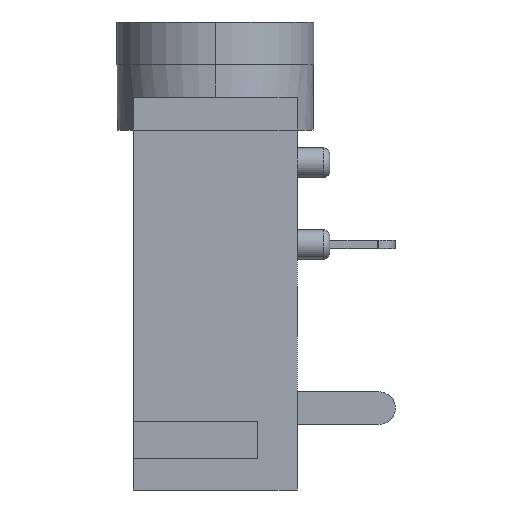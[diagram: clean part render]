
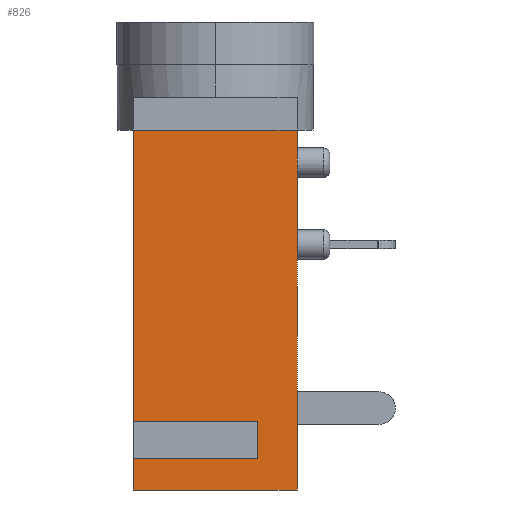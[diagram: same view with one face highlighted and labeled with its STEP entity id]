
A CAD part, left-side view. The second image highlights one B-rep face of the part: STEP entity #826.
In plain terms, the highlighted planar face has unit normal (-1, 0, 0).
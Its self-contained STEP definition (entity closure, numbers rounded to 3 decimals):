
#146 = LINE ( 'NONE', #2680, #4599 ) ;
#252 = CARTESIAN_POINT ( 'NONE',  ( -6., 2.5, -14.3 ) ) ;
#678 = ORIENTED_EDGE ( 'NONE', *, *, #4467, .T. ) ;
#826 = ADVANCED_FACE ( 'NONE', ( #2166 ), #3443, .T. ) ;
#855 = VERTEX_POINT ( 'NONE', #5994 ) ;
#925 = CARTESIAN_POINT ( 'NONE',  ( -6., -1.3, -12.2 ) ) ;
#926 = ORIENTED_EDGE ( 'NONE', *, *, #2842, .F. ) ;
#967 = LINE ( 'NONE', #4804, #4446 ) ;
#1064 = ORIENTED_EDGE ( 'NONE', *, *, #3536, .T. ) ;
#1066 = ORIENTED_EDGE ( 'NONE', *, *, #8173, .F. ) ;
#1177 = VECTOR ( 'NONE', #3350, 1000. ) ;
#1259 = LINE ( 'NONE', #3786, #5857 ) ;
#1410 = LINE ( 'NONE', #252, #4075 ) ;
#1558 = EDGE_CURVE ( 'NONE', #1733, #4431, #1410, .T. ) ;
#1580 = DIRECTION ( 'NONE',  ( 0., 0., -1. ) ) ;
#1733 = VERTEX_POINT ( 'NONE', #1851 ) ;
#1851 = CARTESIAN_POINT ( 'NONE',  ( -6., 2.5, -14.3 ) ) ;
#1971 = EDGE_CURVE ( 'NONE', #7019, #1733, #146, .T. ) ;
#1977 = ORIENTED_EDGE ( 'NONE', *, *, #6837, .T. ) ;
#2087 = CARTESIAN_POINT ( 'NONE',  ( -6., 0., -8.8 ) ) ;
#2097 = AXIS2_PLACEMENT_3D ( 'NONE', #2087, #2865, #4671 ) ;
#2166 = FACE_OUTER_BOUND ( 'NONE', #3746, .T. ) ;
#2233 = ORIENTED_EDGE ( 'NONE', *, *, #1971, .T. ) ;
#2301 = DIRECTION ( 'NONE',  ( 0., 1., 0. ) ) ;
#2594 = VERTEX_POINT ( 'NONE', #5578 ) ;
#2680 = CARTESIAN_POINT ( 'NONE',  ( -6., 2.5, -13.35 ) ) ;
#2796 = DIRECTION ( 'NONE',  ( 0., 1., 0. ) ) ;
#2842 = EDGE_CURVE ( 'NONE', #4492, #6628, #6527, .T. ) ;
#2865 = DIRECTION ( 'NONE',  ( -1., 0., 0. ) ) ;
#3350 = DIRECTION ( 'NONE',  ( 0., -1., 0. ) ) ;
#3443 = PLANE ( 'NONE',  #2097 ) ;
#3536 = EDGE_CURVE ( 'NONE', #855, #6758, #1259, .T. ) ;
#3647 = VECTOR ( 'NONE', #8064, 1000. ) ;
#3746 = EDGE_LOOP ( 'NONE', ( #1066, #1064, #1977, #2233, #5610, #7588, #926, #678 ) ) ;
#3786 = CARTESIAN_POINT ( 'NONE',  ( -6., -1.3, -12.2 ) ) ;
#3991 = CARTESIAN_POINT ( 'NONE',  ( -6., -2.5, -3.3 ) ) ;
#4050 = CARTESIAN_POINT ( 'NONE',  ( -6., 2.5, -3.3 ) ) ;
#4075 = VECTOR ( 'NONE', #7904, 1000. ) ;
#4136 = VECTOR ( 'NONE', #2796, 1000. ) ;
#4177 = CARTESIAN_POINT ( 'NONE',  ( -6., -2.5, -14.3 ) ) ;
#4209 = CARTESIAN_POINT ( 'NONE',  ( -6., -2.5, -14.3 ) ) ;
#4218 = LINE ( 'NONE', #4177, #3647 ) ;
#4431 = VERTEX_POINT ( 'NONE', #4209 ) ;
#4446 = VECTOR ( 'NONE', #2301, 1000. ) ;
#4467 = EDGE_CURVE ( 'NONE', #4492, #2594, #4746, .T. ) ;
#4492 = VERTEX_POINT ( 'NONE', #7272 ) ;
#4599 = VECTOR ( 'NONE', #5184, 1000. ) ;
#4671 = DIRECTION ( 'NONE',  ( 0., 0., 1. ) ) ;
#4746 = LINE ( 'NONE', #4050, #7330 ) ;
#4804 = CARTESIAN_POINT ( 'NONE',  ( -6., -1.3, -13.35 ) ) ;
#5184 = DIRECTION ( 'NONE',  ( 0., 0., -1. ) ) ;
#5264 = CARTESIAN_POINT ( 'NONE',  ( -6., 2.5, -13.35 ) ) ;
#5343 = LINE ( 'NONE', #925, #4136 ) ;
#5578 = CARTESIAN_POINT ( 'NONE',  ( -6., 2.5, -12.2 ) ) ;
#5610 = ORIENTED_EDGE ( 'NONE', *, *, #1558, .T. ) ;
#5715 = DIRECTION ( 'NONE',  ( 0., 0., -1. ) ) ;
#5857 = VECTOR ( 'NONE', #5715, 1000. ) ;
#5994 = CARTESIAN_POINT ( 'NONE',  ( -6., -1.3, -12.2 ) ) ;
#5996 = EDGE_CURVE ( 'NONE', #4431, #6628, #4218, .T. ) ;
#6052 = CARTESIAN_POINT ( 'NONE',  ( -6., -1.3, -13.35 ) ) ;
#6488 = CARTESIAN_POINT ( 'NONE',  ( -6., 2.5, -3.3 ) ) ;
#6527 = LINE ( 'NONE', #6488, #1177 ) ;
#6628 = VERTEX_POINT ( 'NONE', #3991 ) ;
#6758 = VERTEX_POINT ( 'NONE', #6052 ) ;
#6837 = EDGE_CURVE ( 'NONE', #6758, #7019, #967, .T. ) ;
#7019 = VERTEX_POINT ( 'NONE', #5264 ) ;
#7272 = CARTESIAN_POINT ( 'NONE',  ( -6., 2.5, -3.3 ) ) ;
#7330 = VECTOR ( 'NONE', #1580, 1000. ) ;
#7588 = ORIENTED_EDGE ( 'NONE', *, *, #5996, .T. ) ;
#7904 = DIRECTION ( 'NONE',  ( 0., -1., 0. ) ) ;
#8064 = DIRECTION ( 'NONE',  ( 0., 0., 1. ) ) ;
#8173 = EDGE_CURVE ( 'NONE', #855, #2594, #5343, .T. ) ;
